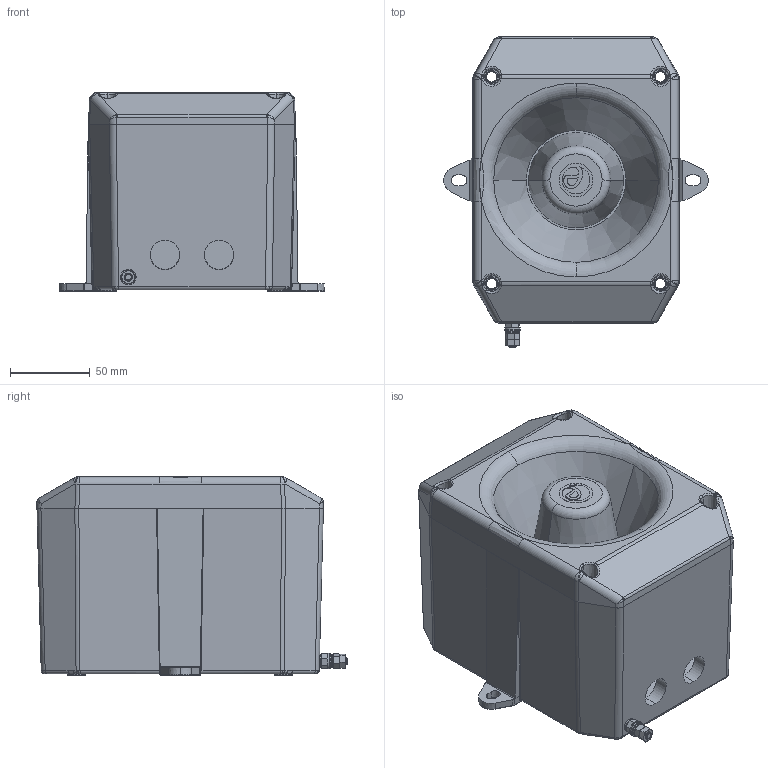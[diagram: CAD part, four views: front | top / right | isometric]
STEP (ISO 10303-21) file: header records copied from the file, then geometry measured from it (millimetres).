
FILE_DESCRIPTION (( 'STEP AP214' ), '1' );
FILE_NAME ('SK0304-3D_Issue_1X.STEP', '2015-02-24T14:16:37', ( 'User' ), ( '' ), 'SwSTEP 2.0', 'SolidWorks 2015', '' );
FILE_SCHEMA (( 'AUTOMOTIVE_DESIGN' ));
Length unit declared in the file: millimetre
Products named in the file (1): SK0304-3D_Issue_1X
Bounding box: 166.23 x 194.93 x 125 mm (x, y, z)
Surface area: 203312.7 mm2 (no closed solid volume)
Topology: 0 solids, 25 shells, 529 faces, 2213 edges, 1650 vertices
Faces by surface type: plane 178, cylinder 113, bspline 110, cone 81, torus 30, sphere 17
Entity records: 39407 total; most frequent: CARTESIAN_POINT 17451, ORIENTED_EDGE 3241, DIRECTION 2836, EDGE_CURVE 2201, VERTEX_POINT 1650, VECTOR 1088, LINE 1088, AXIS2_PLACEMENT_3D 874
